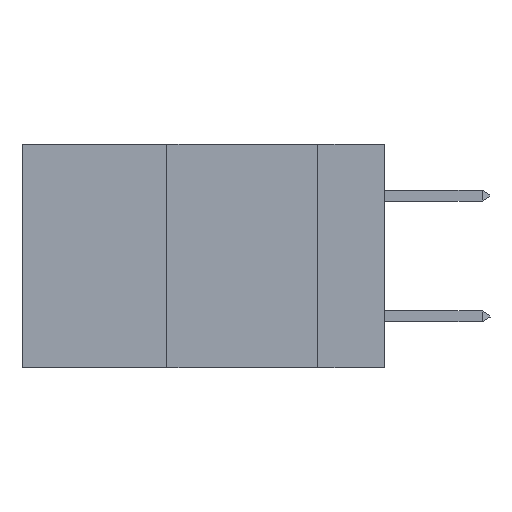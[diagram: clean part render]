
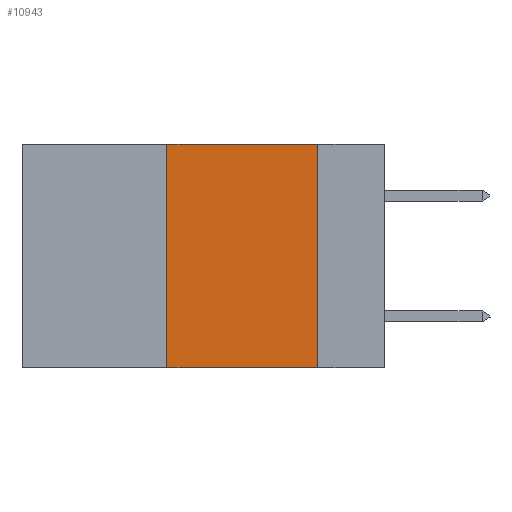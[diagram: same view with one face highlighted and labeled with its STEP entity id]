
A CAD part, left-side view. The second image highlights one B-rep face of the part: STEP entity #10943.
In plain terms, the highlighted planar face has unit normal (-1, 0, 0).
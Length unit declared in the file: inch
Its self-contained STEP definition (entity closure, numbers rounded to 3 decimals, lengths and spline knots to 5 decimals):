
#2297 = VERTEX_POINT ( 'NONE', #10234 ) ;
#3049 = LINE ( 'NONE', #36612, #39885 ) ;
#3958 = ORIENTED_EDGE ( 'NONE', *, *, #18593, .T. ) ;
#4572 = VECTOR ( 'NONE', #18245, 39.37008 ) ;
#5066 = CARTESIAN_POINT ( 'NONE',  ( 0., 0.36, 0. ) ) ;
#7597 = ORIENTED_EDGE ( 'NONE', *, *, #31730, .F. ) ;
#8873 = DIRECTION ( 'NONE',  ( 0., 0., -1. ) ) ;
#9397 = EDGE_LOOP ( 'NONE', ( #13690, #7597, #42001, #3958 ) ) ;
#10234 = CARTESIAN_POINT ( 'NONE',  ( 0., 0.11, 0. ) ) ;
#10894 = LINE ( 'NONE', #13621, #27469 ) ;
#10943 = ADVANCED_FACE ( 'NONE', ( #28137 ), #41796, .F. ) ;
#11637 = AXIS2_PLACEMENT_3D ( 'NONE', #38605, #35394, #8873 ) ;
#13361 = LINE ( 'NONE', #5066, #4572 ) ;
#13621 = CARTESIAN_POINT ( 'NONE',  ( 0., 0.6, 0. ) ) ;
#13690 = ORIENTED_EDGE ( 'NONE', *, *, #32318, .F. ) ;
#16754 = DIRECTION ( 'NONE',  ( 0., 0., -1. ) ) ;
#18245 = DIRECTION ( 'NONE',  ( 0., 0., 1. ) ) ;
#18593 = EDGE_CURVE ( 'NONE', #24649, #33116, #31719, .T. ) ;
#19559 = DIRECTION ( 'NONE',  ( 0., -1., 0. ) ) ;
#24649 = VERTEX_POINT ( 'NONE', #41640 ) ;
#26207 = CARTESIAN_POINT ( 'NONE',  ( 0., 0.6, -0.37 ) ) ;
#27058 = VECTOR ( 'NONE', #19559, 39.37008 ) ;
#27469 = VECTOR ( 'NONE', #40755, 39.37008 ) ;
#27646 = CARTESIAN_POINT ( 'NONE',  ( 0., 0.11, -0.37 ) ) ;
#28137 = FACE_OUTER_BOUND ( 'NONE', #9397, .T. ) ;
#29418 = VERTEX_POINT ( 'NONE', #34238 ) ;
#31719 = LINE ( 'NONE', #26207, #27058 ) ;
#31730 = EDGE_CURVE ( 'NONE', #29418, #2297, #10894, .T. ) ;
#32318 = EDGE_CURVE ( 'NONE', #2297, #33116, #3049, .T. ) ;
#33116 = VERTEX_POINT ( 'NONE', #27646 ) ;
#34238 = CARTESIAN_POINT ( 'NONE',  ( 0., 0.36, 0. ) ) ;
#35394 = DIRECTION ( 'NONE',  ( 1., 0., 0. ) ) ;
#36612 = CARTESIAN_POINT ( 'NONE',  ( 0., 0.11, 0. ) ) ;
#38559 = EDGE_CURVE ( 'NONE', #24649, #29418, #13361, .T. ) ;
#38605 = CARTESIAN_POINT ( 'NONE',  ( 0., 0.6, 0. ) ) ;
#39885 = VECTOR ( 'NONE', #16754, 39.37008 ) ;
#40755 = DIRECTION ( 'NONE',  ( 0., -1., 0. ) ) ;
#41640 = CARTESIAN_POINT ( 'NONE',  ( 0., 0.36, -0.37 ) ) ;
#41796 = PLANE ( 'NONE',  #11637 ) ;
#42001 = ORIENTED_EDGE ( 'NONE', *, *, #38559, .F. ) ;
